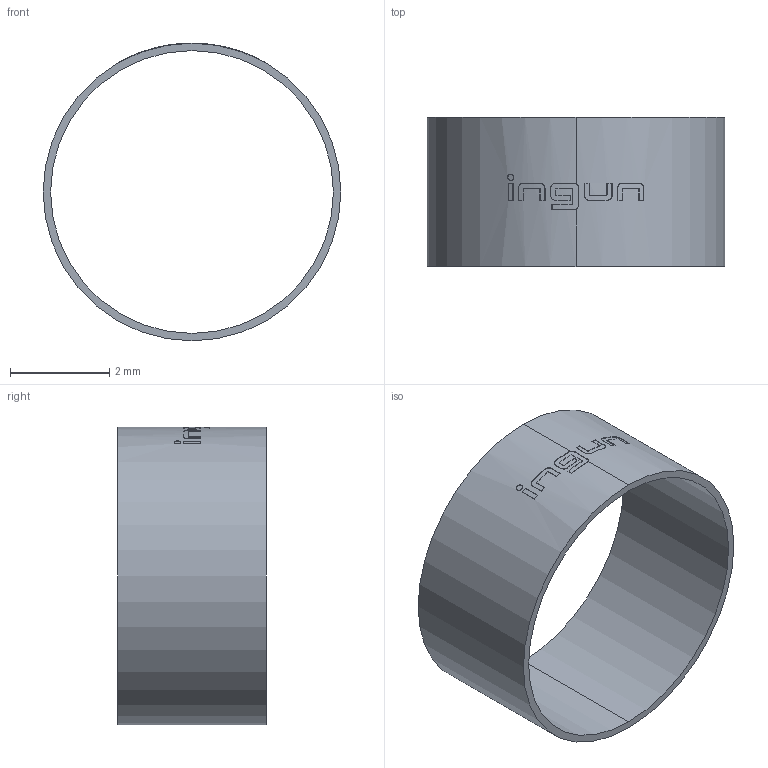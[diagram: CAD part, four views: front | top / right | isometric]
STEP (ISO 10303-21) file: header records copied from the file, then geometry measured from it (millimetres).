
FILE_DESCRIPTION (( 'STEP AP203' ), '1' );
FILE_NAME ('INGUN_DS-364_03.STEP', '2022-04-28T08:25:41', ( 'ochi' ), ( '' ), 'SwSTEP 2.0', 'SolidWorks 2018', '' );
FILE_SCHEMA (( 'CONFIG_CONTROL_DESIGN' ));
Length unit declared in the file: millimetre
Products named in the file (1): INGUN_DS-364_03
Bounding box: 6 x 3 x 6 mm (x, y, z)
Volume: 8.3 mm3; surface area: 115.9 mm2
Topology: 1 solids, 1 shells, 74 faces, 201 edges, 134 vertices
Faces by surface type: plane 42, bspline 22, cylinder 10
Entity records: 2678 total; most frequent: CARTESIAN_POINT 916, ORIENTED_EDGE 402, DIRECTION 267, EDGE_CURVE 201, VERTEX_POINT 134, AXIS2_PLACEMENT_3D 101, B_SPLINE_CURVE_WITH_KNOTS 88, EDGE_LOOP 81
